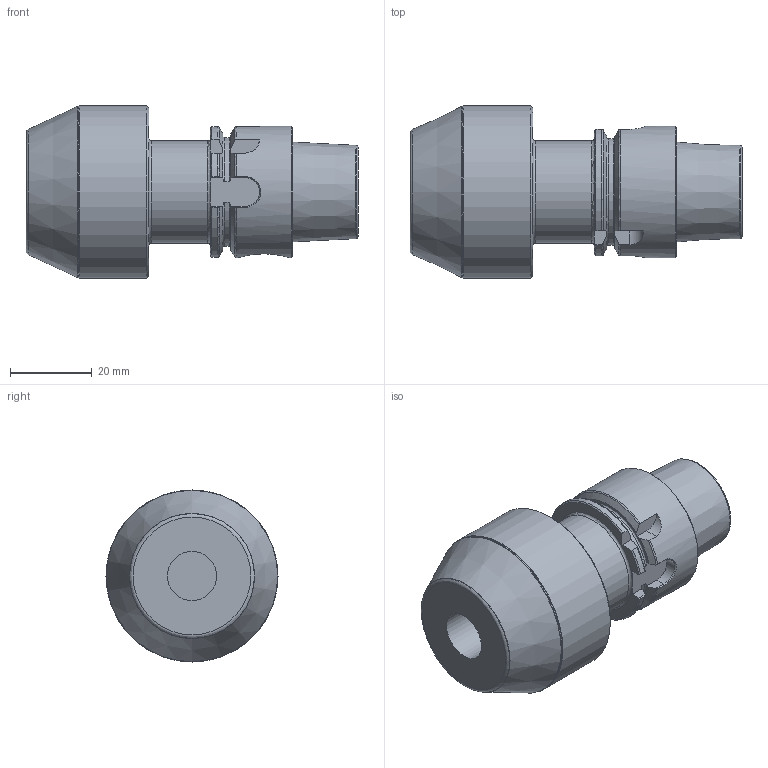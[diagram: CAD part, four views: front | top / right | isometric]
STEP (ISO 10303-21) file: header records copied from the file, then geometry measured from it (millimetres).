
FILE_DESCRIPTION(/* description */ (''),/* implementation_level */ '2;1');
FILE_NAME(/* name */ 'AHSKA32-EM-12-065.stp',/* time_stamp */ '2024-12-18T08:34:48+03:00',/* author */ (''),/* organization */ (''),/* preprocessor_version */ 'ST-DEVELOPER v19.4',/* originating_system */ 'SIEMENS PLM Software NX2306.5001',/* authorisation */ '');
FILE_SCHEMA (('AUTOMOTIVE_DESIGN { 1 0 10303 214 3 1 1 1 }'));
Length unit declared in the file: millimetre
Products named in the file (1): AHSKA32-EM-12-065-light_objects
Bounding box: 81 x 42 x 42 mm (x, y, z)
Volume: 61040.1 mm3; surface area: 12774.2 mm2
Topology: 1 solids, 1 shells, 90 faces, 238 edges, 153 vertices
Faces by surface type: plane 37, cone 20, torus 16, cylinder 14, bspline 3
Full cylindrical faces by diameter (mm): 10 x1, 12 x1, 25 x1, 32 x1, 42 x1
Entity records: 3114 total; most frequent: CARTESIAN_POINT 1080, ORIENTED_EDGE 416, DIRECTION 378, EDGE_CURVE 208, AXIS2_PLACEMENT_3D 155, VERTEX_POINT 146, EDGE_LOOP 115, ADVANCED_FACE 90
